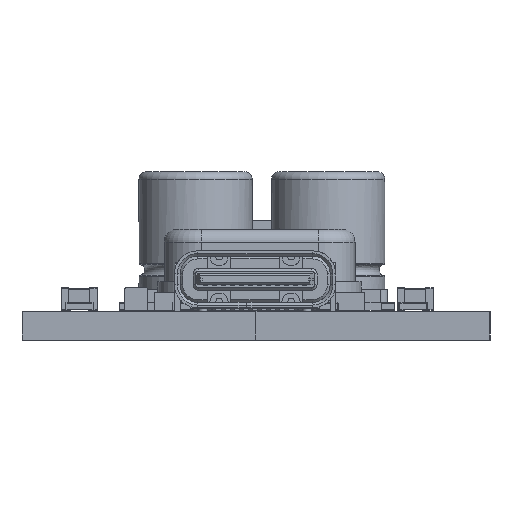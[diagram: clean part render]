
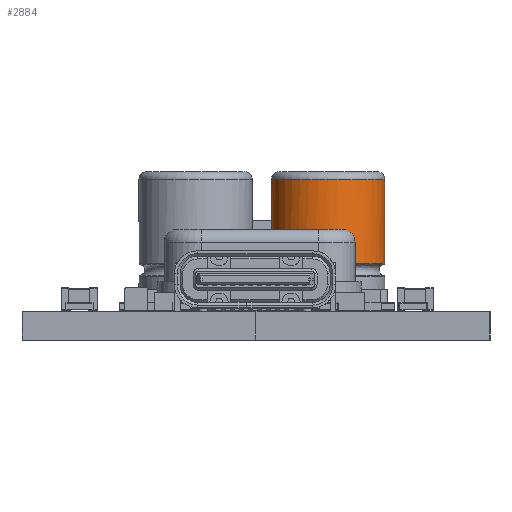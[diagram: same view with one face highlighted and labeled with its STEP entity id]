
A CAD part, left-side view. The second image highlights one B-rep face of the part: STEP entity #2884.
In plain terms, the highlighted cylindrical face has radius 3.15 mm (diameter 6.3 mm), a full revolution.
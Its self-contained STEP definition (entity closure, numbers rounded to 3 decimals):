
#2550 = VERTEX_POINT('',#2551);
#2551 = CARTESIAN_POINT('',(-3.15,0.,2.593));
#2557 = EDGE_CURVE('',#2550,#2550,#2558,.T.);
#2558 = ( BOUNDED_CURVE() B_SPLINE_CURVE(13,(#2559,#2560,#2561,#2562,
    #2563,#2564,#2565,#2566,#2567,#2568,#2569,#2570,#2571,#2572),
.UNSPECIFIED.,.T.,.F.) B_SPLINE_CURVE_WITH_KNOTS((1,13,13,1),(
    -19.792,0.,19.792,39.584),
.UNSPECIFIED.) CURVE() GEOMETRIC_REPRESENTATION_ITEM() 
RATIONAL_B_SPLINE_CURVE((1.,1.,1.,1.,
    1.,1.,1.,1.,
    1.,1.,1.,1.,1.,1.)) 
REPRESENTATION_ITEM('') );
#2559 = CARTESIAN_POINT('',(-3.15,0.,2.593));
#2560 = CARTESIAN_POINT('',(-3.15,1.5,
    2.593));
#2561 = CARTESIAN_POINT('',(-2.375,3.035,
    2.593));
#2562 = CARTESIAN_POINT('',(-0.779,4.133,
    2.593));
#2563 = CARTESIAN_POINT('',(1.417,4.302,2.593
    ));
#2564 = CARTESIAN_POINT('',(3.314,3.132,2.593)
  );
#2565 = CARTESIAN_POINT('',(4.706,1.424,2.593
    ));
#2566 = CARTESIAN_POINT('',(4.706,-1.424,2.593)
  );
#2567 = CARTESIAN_POINT('',(3.314,-3.132,
    2.593));
#2568 = CARTESIAN_POINT('',(1.417,-4.302,
    2.593));
#2569 = CARTESIAN_POINT('',(-0.779,-4.133,2.593
    ));
#2570 = CARTESIAN_POINT('',(-2.375,-3.035,
    2.593));
#2571 = CARTESIAN_POINT('',(-3.15,-1.5,2.593));
#2572 = CARTESIAN_POINT('',(-3.15,0.,2.593));
#2884 = ADVANCED_FACE('',(#2885),#2904,.T.);
#2885 = FACE_BOUND('',#2886,.T.);
#2886 = EDGE_LOOP('',(#2887,#2896,#2902,#2903));
#2887 = ORIENTED_EDGE('',*,*,#2888,.T.);
#2888 = EDGE_CURVE('',#2889,#2889,#2891,.T.);
#2889 = VERTEX_POINT('',#2890);
#2890 = CARTESIAN_POINT('',(-3.15,0.,7.28));
#2891 = CIRCLE('',#2892,3.15);
#2892 = AXIS2_PLACEMENT_3D('',#2893,#2894,#2895);
#2893 = CARTESIAN_POINT('',(0.,0.,7.28));
#2894 = DIRECTION('',(0.,0.,-1.));
#2895 = DIRECTION('',(-1.,0.,0.));
#2896 = ORIENTED_EDGE('',*,*,#2897,.F.);
#2897 = EDGE_CURVE('',#2550,#2889,#2898,.T.);
#2898 = LINE('',#2899,#2900);
#2899 = CARTESIAN_POINT('',(-3.15,0.,2.563));
#2900 = VECTOR('',#2901,1.);
#2901 = DIRECTION('',(0.,0.,1.));
#2902 = ORIENTED_EDGE('',*,*,#2557,.F.);
#2903 = ORIENTED_EDGE('',*,*,#2897,.T.);
#2904 = CYLINDRICAL_SURFACE('',#2905,3.15);
#2905 = AXIS2_PLACEMENT_3D('',#2906,#2907,#2908);
#2906 = CARTESIAN_POINT('',(0.,0.,2.563));
#2907 = DIRECTION('',(0.,0.,1.));
#2908 = DIRECTION('',(-1.,0.,0.));
